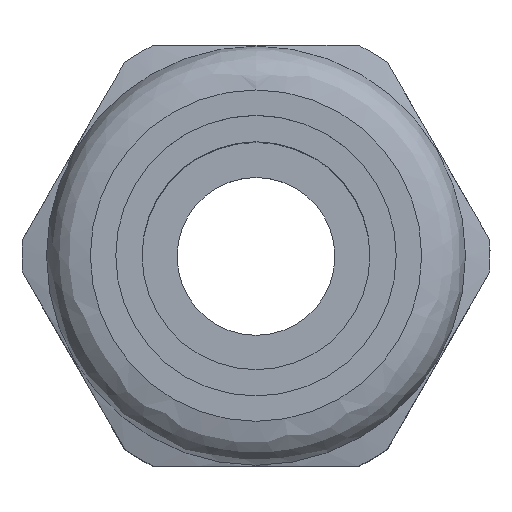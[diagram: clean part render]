
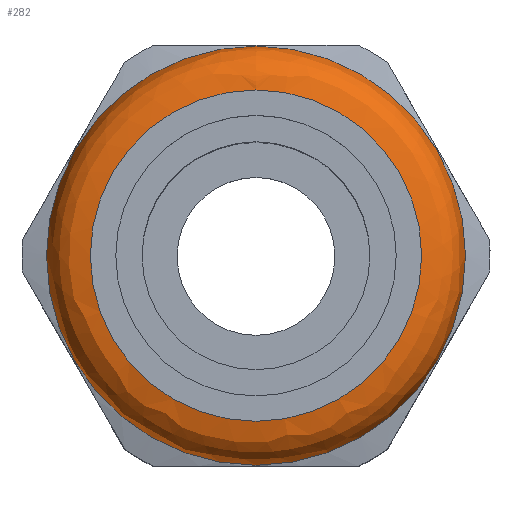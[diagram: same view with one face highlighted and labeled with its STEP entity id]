
A CAD part, top view. The second image highlights one B-rep face of the part: STEP entity #282.
In plain terms, the highlighted free-form (B-spline) face has degree [2, 2] with [7, 3] control points.
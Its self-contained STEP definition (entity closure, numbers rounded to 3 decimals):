
#195=(
BOUNDED_SURFACE()
B_SPLINE_SURFACE(2,2,((#2785,#2786,#2787),(#2788,#2789,#2790),(#2791,#2792,
#2793),(#2794,#2795,#2796),(#2797,#2798,#2799),(#2800,#2801,#2802),(#2803,
#2804,#2805)),.UNSPECIFIED.,.T.,.F.,.F.)
B_SPLINE_SURFACE_WITH_KNOTS((1,2,2,2,2,1),(3,3),(-0.333,0.,
0.333,0.667,1.,1.333),(0.,1.),
 .UNSPECIFIED.)
GEOMETRIC_REPRESENTATION_ITEM()
RATIONAL_B_SPLINE_SURFACE(((1.,0.707,1.),(0.5,0.354,
0.5),(1.,0.707,1.),(0.5,0.354,0.5),(1.,0.707,
1.),(0.5,0.354,0.5),(1.,0.707,1.)))
REPRESENTATION_ITEM('')
SURFACE()
);
#282=ADVANCED_FACE('',(#514,#515),#195,.T.);
#436=CIRCLE('',#1866,9.45);
#437=CIRCLE('',#1867,11.95);
#514=FACE_BOUND('',#610,.T.);
#515=FACE_BOUND('',#611,.T.);
#610=EDGE_LOOP('',(#908));
#611=EDGE_LOOP('',(#909));
#908=ORIENTED_EDGE('',*,*,#1467,.F.);
#909=ORIENTED_EDGE('',*,*,#1468,.F.);
#1268=VERTEX_POINT('',#2782);
#1269=VERTEX_POINT('',#2784);
#1467=EDGE_CURVE('',#1268,#1268,#436,.T.);
#1468=EDGE_CURVE('',#1269,#1269,#437,.T.);
#1866=AXIS2_PLACEMENT_3D('',#2781,#2140,#2141);
#1867=AXIS2_PLACEMENT_3D('',#2783,#2142,#2143);
#2140=DIRECTION('',(0.,0.,1.));
#2141=DIRECTION('',(0.,1.,0.));
#2142=DIRECTION('',(0.,0.,-1.));
#2143=DIRECTION('',(0.,1.,0.));
#2781=CARTESIAN_POINT('',(0.,0.,19.85));
#2782=CARTESIAN_POINT('',(0.,9.45,19.85));
#2783=CARTESIAN_POINT('',(0.,0.,17.35));
#2784=CARTESIAN_POINT('',(0.,11.95,17.35));
#2785=CARTESIAN_POINT('',(0.,11.95,17.35));
#2786=CARTESIAN_POINT('',(0.,11.95,19.85));
#2787=CARTESIAN_POINT('',(0.,9.45,19.85));
#2788=CARTESIAN_POINT('',(-20.698,11.95,17.35));
#2789=CARTESIAN_POINT('',(-20.698,11.95,19.85));
#2790=CARTESIAN_POINT('',(-16.368,9.45,19.85));
#2791=CARTESIAN_POINT('',(-10.349,-5.975,17.35));
#2792=CARTESIAN_POINT('',(-10.349,-5.975,19.85));
#2793=CARTESIAN_POINT('',(-8.184,-4.725,19.85));
#2794=CARTESIAN_POINT('',(0.,-23.9,17.35));
#2795=CARTESIAN_POINT('',(0.,-23.9,19.85));
#2796=CARTESIAN_POINT('',(0.,-18.9,19.85));
#2797=CARTESIAN_POINT('',(10.349,-5.975,17.35));
#2798=CARTESIAN_POINT('',(10.349,-5.975,19.85));
#2799=CARTESIAN_POINT('',(8.184,-4.725,19.85));
#2800=CARTESIAN_POINT('',(20.698,11.95,17.35));
#2801=CARTESIAN_POINT('',(20.698,11.95,19.85));
#2802=CARTESIAN_POINT('',(16.368,9.45,19.85));
#2803=CARTESIAN_POINT('',(0.,11.95,17.35));
#2804=CARTESIAN_POINT('',(0.,11.95,19.85));
#2805=CARTESIAN_POINT('',(0.,9.45,19.85));
